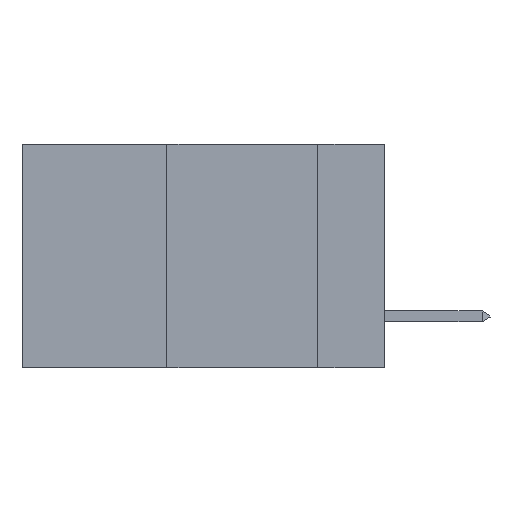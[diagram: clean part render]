
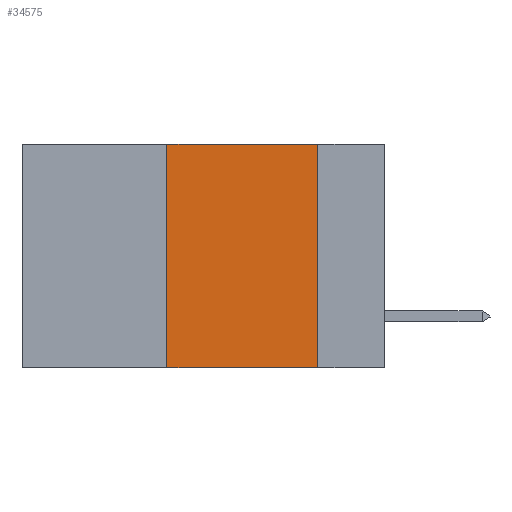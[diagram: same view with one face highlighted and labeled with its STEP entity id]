
A CAD part, left-side view. The second image highlights one B-rep face of the part: STEP entity #34575.
In plain terms, the highlighted planar face has unit normal (-1, 0, 0).
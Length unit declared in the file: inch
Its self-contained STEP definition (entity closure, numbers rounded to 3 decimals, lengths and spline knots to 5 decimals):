
#1934 = EDGE_CURVE ( 'NONE', #17400, #26085, #35416, .T. ) ;
#2017 = EDGE_CURVE ( 'NONE', #24412, #31480, #21009, .T. ) ;
#2132 = EDGE_CURVE ( 'NONE', #24412, #26085, #25287, .T. ) ;
#3378 = FACE_OUTER_BOUND ( 'NONE', #14696, .T. ) ;
#4714 = DIRECTION ( 'NONE',  ( 1., 0., 0. ) ) ;
#4984 = ORIENTED_EDGE ( 'NONE', *, *, #2017, .F. ) ;
#5568 = CARTESIAN_POINT ( 'NONE',  ( 0., 0.11, 0. ) ) ;
#6533 = LINE ( 'NONE', #18069, #8708 ) ;
#8343 = AXIS2_PLACEMENT_3D ( 'NONE', #28170, #4714, #15005 ) ;
#8708 = VECTOR ( 'NONE', #31861, 39.37008 ) ;
#10297 = DIRECTION ( 'NONE',  ( 0., 0., 1. ) ) ;
#11438 = VECTOR ( 'NONE', #10297, 39.37008 ) ;
#11689 = EDGE_CURVE ( 'NONE', #31480, #17400, #6533, .T. ) ;
#13270 = ORIENTED_EDGE ( 'NONE', *, *, #11689, .F. ) ;
#14696 = EDGE_LOOP ( 'NONE', ( #20258, #13270, #4984, #40704 ) ) ;
#15005 = DIRECTION ( 'NONE',  ( 0., 0., -1. ) ) ;
#16532 = CARTESIAN_POINT ( 'NONE',  ( 0., 0.6, -0.37 ) ) ;
#17400 = VERTEX_POINT ( 'NONE', #40902 ) ;
#18069 = CARTESIAN_POINT ( 'NONE',  ( 0., 0.6, 0. ) ) ;
#20258 = ORIENTED_EDGE ( 'NONE', *, *, #1934, .F. ) ;
#21009 = LINE ( 'NONE', #30423, #11438 ) ;
#24412 = VERTEX_POINT ( 'NONE', #28137 ) ;
#25067 = CARTESIAN_POINT ( 'NONE',  ( 0., 0.36, 0. ) ) ;
#25287 = LINE ( 'NONE', #16532, #26367 ) ;
#26085 = VERTEX_POINT ( 'NONE', #41479 ) ;
#26367 = VECTOR ( 'NONE', #30183, 39.37008 ) ;
#28137 = CARTESIAN_POINT ( 'NONE',  ( 0., 0.36, -0.37 ) ) ;
#28170 = CARTESIAN_POINT ( 'NONE',  ( 0., 0.6, 0. ) ) ;
#30183 = DIRECTION ( 'NONE',  ( 0., -1., 0. ) ) ;
#30423 = CARTESIAN_POINT ( 'NONE',  ( 0., 0.36, 0. ) ) ;
#31480 = VERTEX_POINT ( 'NONE', #25067 ) ;
#31861 = DIRECTION ( 'NONE',  ( 0., -1., 0. ) ) ;
#32259 = VECTOR ( 'NONE', #36838, 39.37008 ) ;
#34575 = ADVANCED_FACE ( 'NONE', ( #3378 ), #38693, .F. ) ;
#35416 = LINE ( 'NONE', #5568, #32259 ) ;
#36838 = DIRECTION ( 'NONE',  ( 0., 0., -1. ) ) ;
#38693 = PLANE ( 'NONE',  #8343 ) ;
#40704 = ORIENTED_EDGE ( 'NONE', *, *, #2132, .T. ) ;
#40902 = CARTESIAN_POINT ( 'NONE',  ( 0., 0.11, 0. ) ) ;
#41479 = CARTESIAN_POINT ( 'NONE',  ( 0., 0.11, -0.37 ) ) ;
